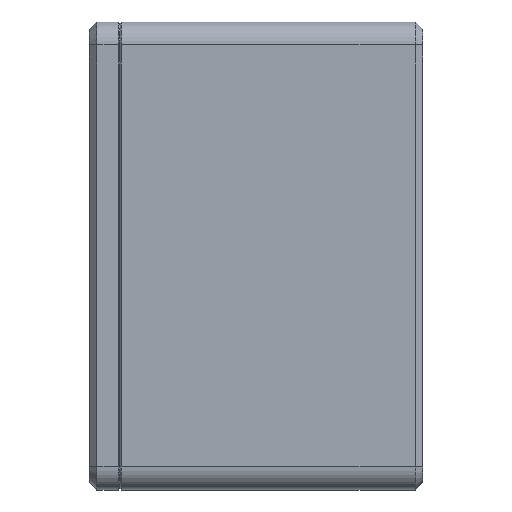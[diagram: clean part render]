
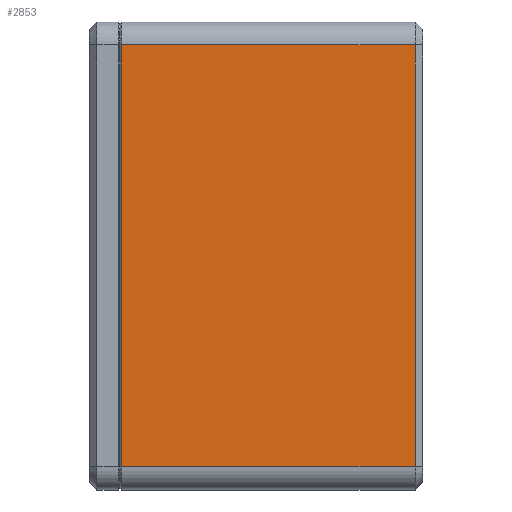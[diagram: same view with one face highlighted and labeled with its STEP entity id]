
A CAD part, top view. The second image highlights one B-rep face of the part: STEP entity #2853.
In plain terms, the highlighted planar face has unit normal (0, 0, 1).
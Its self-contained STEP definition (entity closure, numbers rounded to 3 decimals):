
#299=FACE_OUTER_BOUND('',#472,.T.);
#472=EDGE_LOOP('',(#2008,#2009,#2010,#2011));
#668=LINE('',#4319,#946);
#689=LINE('',#4387,#967);
#690=LINE('',#4391,#968);
#691=LINE('',#4392,#969);
#946=VECTOR('',#3415,10.);
#967=VECTOR('',#3482,10.);
#968=VECTOR('',#3487,10.);
#969=VECTOR('',#3488,10.);
#1225=VERTEX_POINT('',#4312);
#1228=VERTEX_POINT('',#4317);
#1252=VERTEX_POINT('',#4386);
#1253=VERTEX_POINT('',#4390);
#1509=EDGE_CURVE('',#1228,#1225,#668,.T.);
#1543=EDGE_CURVE('',#1225,#1252,#689,.T.);
#1545=EDGE_CURVE('',#1253,#1228,#690,.T.);
#1546=EDGE_CURVE('',#1252,#1253,#691,.T.);
#2008=ORIENTED_EDGE('',*,*,#1509,.F.);
#2009=ORIENTED_EDGE('',*,*,#1545,.F.);
#2010=ORIENTED_EDGE('',*,*,#1546,.F.);
#2011=ORIENTED_EDGE('',*,*,#1543,.F.);
#2756=PLANE('',#3067);
#2853=ADVANCED_FACE('',(#299),#2756,.T.);
#3067=AXIS2_PLACEMENT_3D('',#4389,#3485,#3486);
#3415=DIRECTION('',(0.,1.,0.));
#3482=DIRECTION('',(1.,0.,0.));
#3485=DIRECTION('center_axis',(0.,0.,1.));
#3486=DIRECTION('ref_axis',(1.,0.,0.));
#3487=DIRECTION('',(-1.,0.,0.));
#3488=DIRECTION('',(0.,-1.,0.));
#4312=CARTESIAN_POINT('',(-0.304,54.,15.));
#4317=CARTESIAN_POINT('',(-0.304,-1.,15.));
#4319=CARTESIAN_POINT('',(-0.304,13.25,15.));
#4386=CARTESIAN_POINT('',(38.,54.,15.));
#4387=CARTESIAN_POINT('',(8.872,54.,15.));
#4389=CARTESIAN_POINT('Origin',(-0.504,0.,15.));
#4390=CARTESIAN_POINT('',(38.,-1.,15.));
#4391=CARTESIAN_POINT('',(8.872,-1.,15.));
#4392=CARTESIAN_POINT('',(38.,0.,15.));
